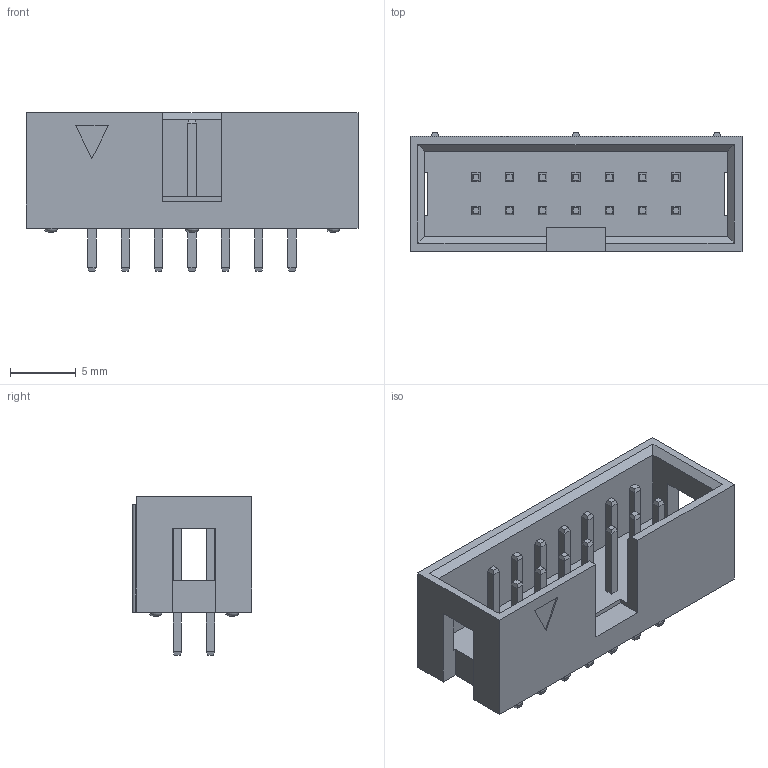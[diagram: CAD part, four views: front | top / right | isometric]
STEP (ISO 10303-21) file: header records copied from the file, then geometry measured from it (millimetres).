
FILE_DESCRIPTION( ( '' ), ' ' );
FILE_NAME( '5a3ffba740ac430efaaef4db.step', '2017-12-24T19:10:31', ( '' ), ( '' ), ' ', ' ', ' ' );
FILE_SCHEMA( ( 'AUTOMOTIVE_DESIGN { 1 0 10303 214 1 1 1 1 }' ) );
Length unit declared in the file: metre
Products named in the file (1): Open CASCADE STEP translator 6.8 1
Bounding box: 25.28 x 9.1 x 12.1 mm (x, y, z)
Volume: 959.4 mm3; surface area: 1680.2 mm2
Topology: 1 solids, 1 shells, 368 faces, 835 edges, 500 vertices
Faces by surface type: plane 356, bspline 4, revolution 4, cylinder 4
Entity records: 17087 total; most frequent: CARTESIAN_POINT 1827, ORIENTED_EDGE 1660, DIRECTION 1583, STYLED_ITEM 1198, PRESENTATION_STYLE_ASSIGNMENT 1198, COLOUR_RGB 1198, EDGE_CURVE 830, CURVE_STYLE 830
